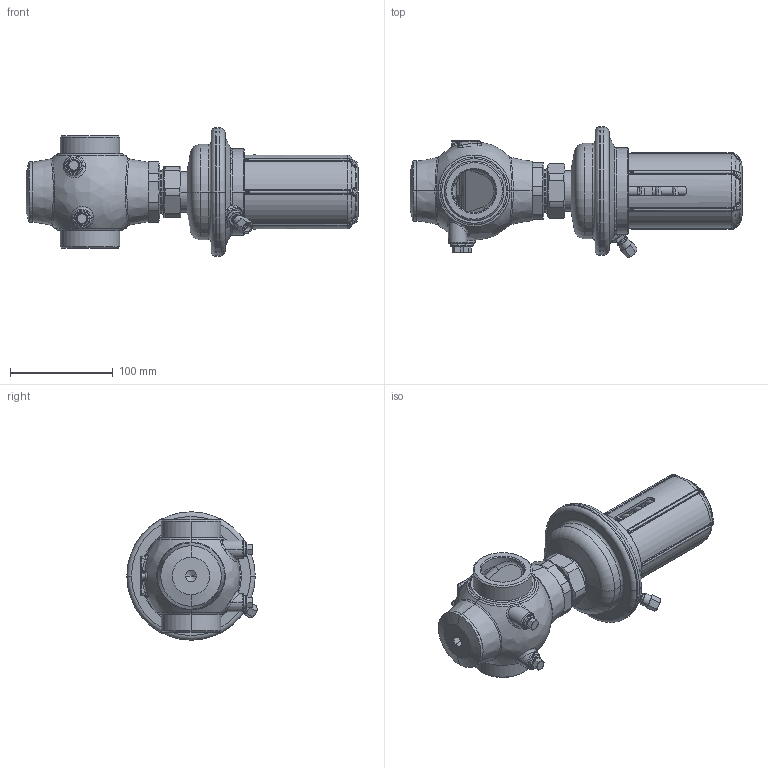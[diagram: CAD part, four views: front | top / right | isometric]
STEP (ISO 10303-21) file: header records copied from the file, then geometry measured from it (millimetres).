
FILE_DESCRIPTION((''),'2;1');
FILE_NAME('003H6289','2015-02-24T',('u317927'),('Danfoss'),'PRO/ENGINEER BY PARAMETRIC TECHNOLOGY CORPORATION, 2014000','PRO/ENGINEER BY PARAMETRIC TECHNOLOGY CORPORATION, 2014000','');
FILE_SCHEMA(('CONFIG_CONTROL_DESIGN'));
Products named in the file (1): 003H6289
Bounding box: 323.7 x 127.07 x 125.18 mm (x, y, z)
Volume: 711342.5 mm3; surface area: 266831.9 mm2
Topology: 2 solids, 2 shells, 1288 faces, 2964 edges, 1740 vertices
Faces by surface type: plane 312, cylinder 309, bspline 257, cone 204, torus 191, sphere 15
Entity records: 52985 total; most frequent: CARTESIAN_POINT 25437, ORIENTED_EDGE 5912, DIRECTION 5624, EDGE_CURVE 2956, AXIS2_PLACEMENT_3D 2419, VERTEX_POINT 1740, EDGE_LOOP 1392, CIRCLE 1388
